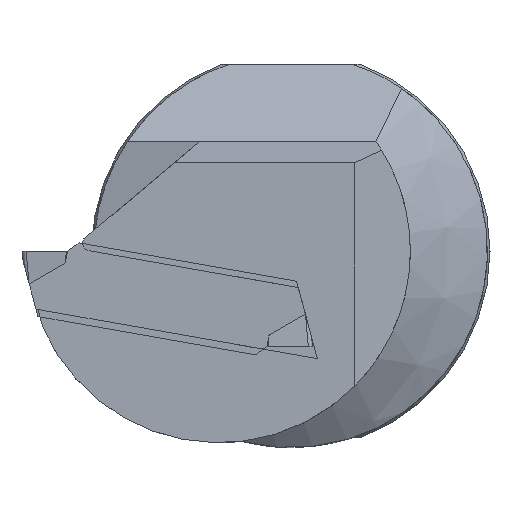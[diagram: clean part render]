
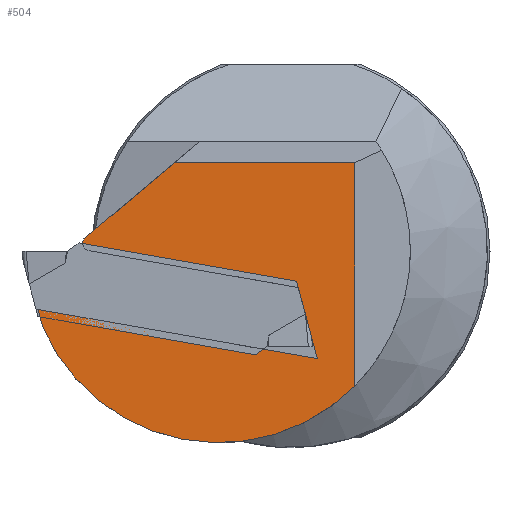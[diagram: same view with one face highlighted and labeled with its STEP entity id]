
A CAD part, left-side view. The second image highlights one B-rep face of the part: STEP entity #504.
In plain terms, the highlighted planar face has unit normal (-1, 0, 0).
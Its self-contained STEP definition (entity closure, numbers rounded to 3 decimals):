
#59=CIRCLE('',#1396,19.25);
#60=CIRCLE('',#1397,0.8);
#504=ADVANCED_FACE('',(#594),#550,.T.);
#550=PLANE('',#1398);
#594=FACE_OUTER_BOUND('',#645,.T.);
#645=EDGE_LOOP('',(#823,#824,#825,#826,#827,#828,#829,#830,#831));
#823=ORIENTED_EDGE('',*,*,#1116,.T.);
#824=ORIENTED_EDGE('',*,*,#1117,.T.);
#825=ORIENTED_EDGE('',*,*,#1118,.F.);
#826=ORIENTED_EDGE('',*,*,#1119,.F.);
#827=ORIENTED_EDGE('',*,*,#1120,.F.);
#828=ORIENTED_EDGE('',*,*,#1121,.F.);
#829=ORIENTED_EDGE('',*,*,#1122,.F.);
#830=ORIENTED_EDGE('',*,*,#1123,.T.);
#831=ORIENTED_EDGE('',*,*,#1124,.T.);
#1003=VERTEX_POINT('',#1933);
#1004=VERTEX_POINT('',#1934);
#1005=VERTEX_POINT('',#1936);
#1006=VERTEX_POINT('',#1938);
#1007=VERTEX_POINT('',#1940);
#1008=VERTEX_POINT('',#1942);
#1009=VERTEX_POINT('',#1944);
#1010=VERTEX_POINT('',#1946);
#1011=VERTEX_POINT('',#1948);
#1116=EDGE_CURVE('',#1003,#1004,#1225,.T.);
#1117=EDGE_CURVE('',#1004,#1005,#1226,.T.);
#1118=EDGE_CURVE('',#1006,#1005,#1227,.T.);
#1119=EDGE_CURVE('',#1007,#1006,#59,.T.);
#1120=EDGE_CURVE('',#1008,#1007,#1228,.T.);
#1121=EDGE_CURVE('',#1009,#1008,#1229,.T.);
#1122=EDGE_CURVE('',#1010,#1009,#1230,.T.);
#1123=EDGE_CURVE('',#1010,#1011,#60,.T.);
#1124=EDGE_CURVE('',#1011,#1003,#1231,.T.);
#1225=LINE('',#1932,#1317);
#1226=LINE('',#1935,#1318);
#1227=LINE('',#1937,#1319);
#1228=LINE('',#1941,#1320);
#1229=LINE('',#1943,#1321);
#1230=LINE('',#1945,#1322);
#1231=LINE('',#1949,#1323);
#1317=VECTOR('',#1590,1.);
#1318=VECTOR('',#1591,1.);
#1319=VECTOR('',#1592,1.);
#1320=VECTOR('',#1595,1.);
#1321=VECTOR('',#1596,1.);
#1322=VECTOR('',#1597,1.);
#1323=VECTOR('',#1600,1.);
#1396=AXIS2_PLACEMENT_3D('',#1939,#1593,#1594);
#1397=AXIS2_PLACEMENT_3D('',#1947,#1598,#1599);
#1398=AXIS2_PLACEMENT_3D('',#1950,#1601,#1602);
#1590=DIRECTION('',(0.,-0.259,-0.966));
#1591=DIRECTION('',(0.,0.985,0.174));
#1592=DIRECTION('',(0.,0.259,0.966));
#1593=DIRECTION('',(1.,0.,0.));
#1594=DIRECTION('',(0.,1.,0.));
#1595=DIRECTION('',(0.,0.,-1.));
#1596=DIRECTION('',(0.,-1.,0.));
#1597=DIRECTION('',(0.,-0.766,0.643));
#1598=DIRECTION('',(-1.,0.,0.));
#1599=DIRECTION('',(0.,1.,0.));
#1600=DIRECTION('',(0.,-0.985,-0.174));
#1601=DIRECTION('',(-1.,0.,0.));
#1602=DIRECTION('',(0.,1.,0.));
#1932=CARTESIAN_POINT('',(0.4,0.226,-0.061));
#1933=CARTESIAN_POINT('',(0.4,-0.742,-3.673));
#1934=CARTESIAN_POINT('',(0.4,-2.655,-10.814));
#1935=CARTESIAN_POINT('',(0.4,1.769,-10.034));
#1936=CARTESIAN_POINT('',(0.4,25.4,-5.867));
#1937=CARTESIAN_POINT('',(0.4,22.886,-15.247));
#1938=CARTESIAN_POINT('',(0.4,24.934,-7.606));
#1939=CARTESIAN_POINT('',(0.4,7.25,0.));
#1940=CARTESIAN_POINT('',(0.4,-6.4,-13.574));
#1941=CARTESIAN_POINT('',(0.4,-6.4,0.));
#1942=CARTESIAN_POINT('',(0.4,-6.4,8.855));
#1943=CARTESIAN_POINT('',(0.4,0.,8.855));
#1944=CARTESIAN_POINT('',(0.4,11.685,8.855));
#1945=CARTESIAN_POINT('',(0.4,26.103,-3.243));
#1946=CARTESIAN_POINT('',(0.4,20.796,1.21));
#1947=CARTESIAN_POINT('',(0.4,20.1,0.814));
#1948=CARTESIAN_POINT('',(0.4,20.239,0.026));
#1949=CARTESIAN_POINT('',(0.4,0.606,-3.436));
#1950=CARTESIAN_POINT('',(0.4,0.,0.));
